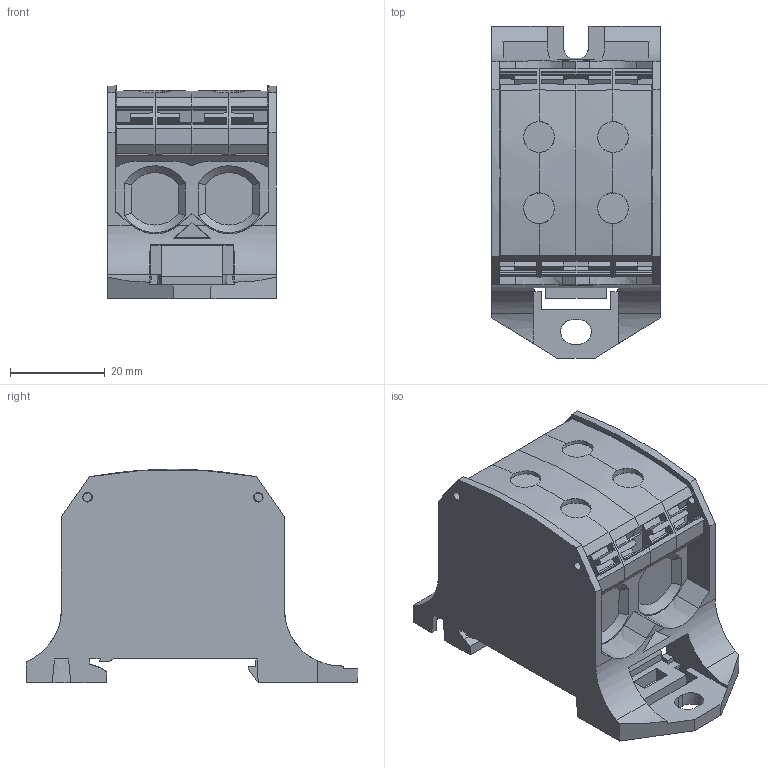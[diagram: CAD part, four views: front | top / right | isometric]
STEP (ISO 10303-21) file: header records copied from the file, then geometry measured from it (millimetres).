
FILE_DESCRIPTION(('CATIA V5 STEP Exchange','CAx-IF Rec.Pracs.--- Model Styling and Organization---1.2---2011-12-15'),'2;1');
FILE_NAME ('D1462976_0', '2017-03-07T09:02:11+00:00', ('none'), ('Weidmueller'), 'CATIA Version 5-6 Release 2014', 'CATIA V5 STEP AP214', 'none');
FILE_SCHEMA(('AUTOMOTIVE_DESIGN { 1 0 10303 214 1 1 1 1 }'));
Length unit declared in the file: millimetre
Products named in the file (1): 2502610000_WPD_230_2x50-2x50_BN
Bounding box: 35.6 x 70.01 x 45 mm (x, y, z)
Volume: 54037.8 mm3; surface area: 20797 mm2
Topology: 2 solids, 2 shells, 568 faces, 1652 edges, 1078 vertices
Faces by surface type: plane 501, cone 52, bspline 8, cylinder 7
Entity records: 18710 total; most frequent: CARTESIAN_POINT 4646, ORIENTED_EDGE 3304, DIRECTION 2297, EDGE_CURVE 1652, VECTOR 1383, LINE 1383, VERTEX_POINT 1078, EDGE_LOOP 584
